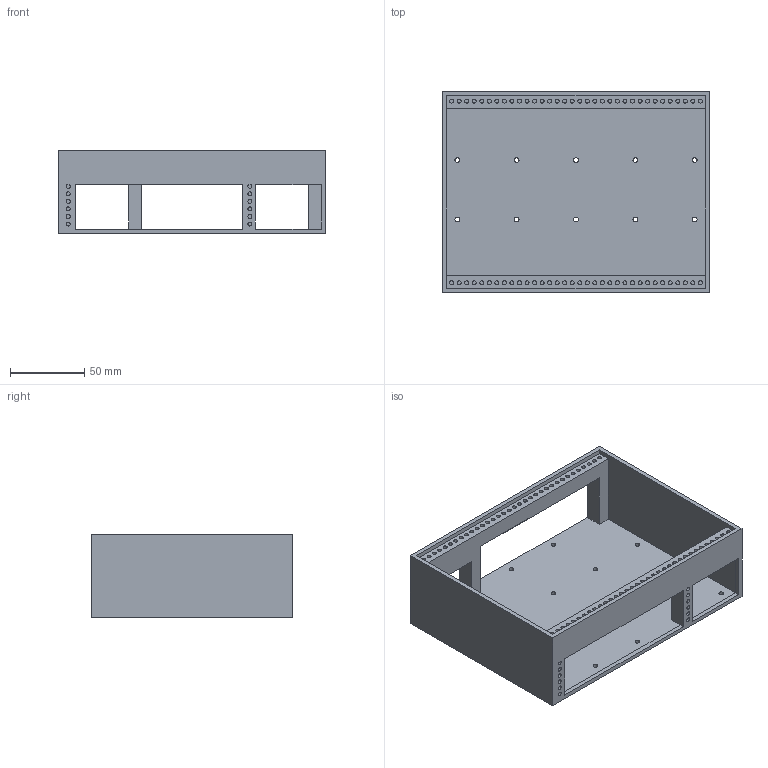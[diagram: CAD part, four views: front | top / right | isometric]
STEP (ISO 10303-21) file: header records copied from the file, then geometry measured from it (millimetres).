
FILE_DESCRIPTION(('HOOPS Exchange Step'),'2;1');
FILE_NAME('tiny-box-34hp-creep.stp','2024-09-07T21:47:12+08:00',('biti'),('Unknown organisation'),'HOOPS Exchange 2023.2','HOOPS Exchange','Unknown authorisation');
FILE_SCHEMA( ('AP203_CONFIGURATION_CONTROLLED_3D_DESIGN_OF_MECHANICAL_PARTS_AND_ASSEMBLIES_MIM_LF') );
Length unit declared in the file: millimetre
Products named in the file (1): rack
Bounding box: 180.46 x 136 x 56 mm (x, y, z)
Volume: 197549.9 mm3; surface area: 113539.4 mm2
Topology: 1 solids, 1 shells, 254 faces, 674 edges, 515 vertices
Faces by surface type: plane 138, cylinder 116
Full cylindrical faces by diameter (mm): 2.7 x92, 3.2 x20, 13 x4
Entity records: 8541 total; most frequent: DIRECTION 1630, CARTESIAN_POINT 1448, ORIENTED_EDGE 1352, AXIS2_PLACEMENT_3D 699, EDGE_CURVE 676, VERTEX_POINT 517, CIRCLE 440, EDGE_LOOP 391
